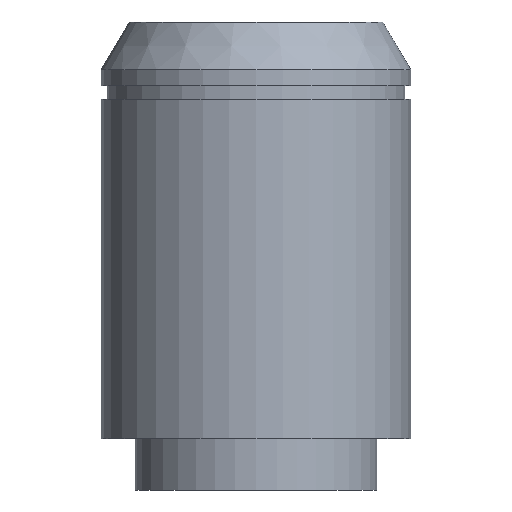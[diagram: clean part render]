
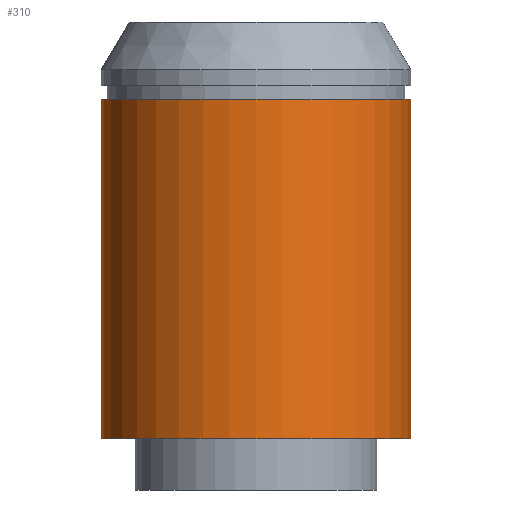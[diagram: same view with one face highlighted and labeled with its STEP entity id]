
A CAD part, front view. The second image highlights one B-rep face of the part: STEP entity #310.
In plain terms, the highlighted cylindrical face has radius 13 mm (diameter 26 mm), a partial arc.
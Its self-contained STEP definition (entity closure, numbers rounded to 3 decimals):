
#2 = CIRCLE ( 'NONE', #52, 13. ) ;
#11 = CARTESIAN_POINT ( 'NONE',  ( -13., 0., 3.5 ) ) ;
#34 = DIRECTION ( 'NONE',  ( 1., 0., 0. ) ) ;
#45 = CARTESIAN_POINT ( 'NONE',  ( -13., 0., 0. ) ) ;
#52 = AXIS2_PLACEMENT_3D ( 'NONE', #298, #351, #59 ) ;
#53 = LINE ( 'NONE', #45, #544 ) ;
#59 = DIRECTION ( 'NONE',  ( 1., 0., 0. ) ) ;
#101 = CARTESIAN_POINT ( 'NONE',  ( 13., 0., 0. ) ) ;
#113 = DIRECTION ( 'NONE',  ( 0., 0., 1. ) ) ;
#129 = DIRECTION ( 'NONE',  ( 0., 0., 1. ) ) ;
#135 = CARTESIAN_POINT ( 'NONE',  ( 13., 0., 3.5 ) ) ;
#144 = LINE ( 'NONE', #101, #422 ) ;
#159 = ORIENTED_EDGE ( 'NONE', *, *, #380, .F. ) ;
#189 = DIRECTION ( 'NONE',  ( 0., 0., 1. ) ) ;
#192 = ORIENTED_EDGE ( 'NONE', *, *, #493, .T. ) ;
#199 = FACE_OUTER_BOUND ( 'NONE', #475, .T. ) ;
#213 = AXIS2_PLACEMENT_3D ( 'NONE', #328, #129, #282 ) ;
#246 = VERTEX_POINT ( 'NONE', #315 ) ;
#256 = AXIS2_PLACEMENT_3D ( 'NONE', #460, #620, #34 ) ;
#282 = DIRECTION ( 'NONE',  ( 1., 0., 0. ) ) ;
#298 = CARTESIAN_POINT ( 'NONE',  ( 0., 0., 32.01 ) ) ;
#310 = ADVANCED_FACE ( 'NONE', ( #199 ), #485, .T. ) ;
#311 = EDGE_CURVE ( 'NONE', #476, #335, #609, .T. ) ;
#315 = CARTESIAN_POINT ( 'NONE',  ( 13., 0., 32.01 ) ) ;
#321 = EDGE_CURVE ( 'NONE', #476, #481, #53, .T. ) ;
#328 = CARTESIAN_POINT ( 'NONE',  ( 0., 0., 0. ) ) ;
#335 = VERTEX_POINT ( 'NONE', #135 ) ;
#341 = ORIENTED_EDGE ( 'NONE', *, *, #321, .F. ) ;
#351 = DIRECTION ( 'NONE',  ( 0., 0., 1. ) ) ;
#380 = EDGE_CURVE ( 'NONE', #481, #246, #2, .T. ) ;
#422 = VECTOR ( 'NONE', #113, 1000. ) ;
#430 = CARTESIAN_POINT ( 'NONE',  ( -13., 0., 32.01 ) ) ;
#460 = CARTESIAN_POINT ( 'NONE',  ( 0., 0., 3.5 ) ) ;
#475 = EDGE_LOOP ( 'NONE', ( #341, #619, #192, #159 ) ) ;
#476 = VERTEX_POINT ( 'NONE', #11 ) ;
#481 = VERTEX_POINT ( 'NONE', #430 ) ;
#485 = CYLINDRICAL_SURFACE ( 'NONE', #213, 13. ) ;
#493 = EDGE_CURVE ( 'NONE', #335, #246, #144, .T. ) ;
#544 = VECTOR ( 'NONE', #189, 1000. ) ;
#609 = CIRCLE ( 'NONE', #256, 13. ) ;
#619 = ORIENTED_EDGE ( 'NONE', *, *, #311, .T. ) ;
#620 = DIRECTION ( 'NONE',  ( 0., 0., 1. ) ) ;
